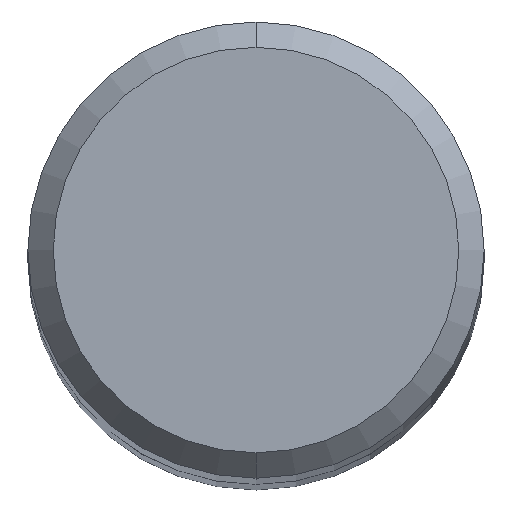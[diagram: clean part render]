
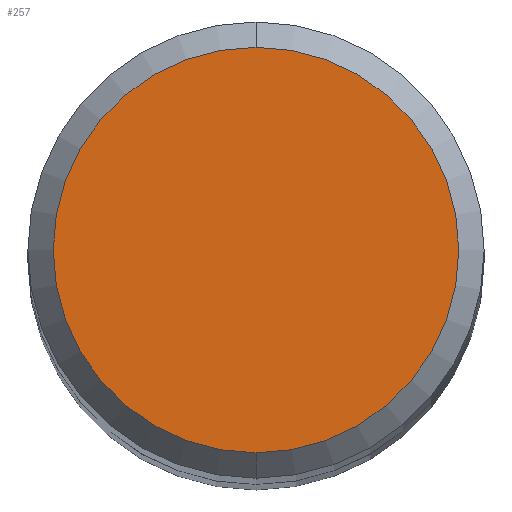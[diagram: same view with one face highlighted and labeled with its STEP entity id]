
A CAD part, top view. The second image highlights one B-rep face of the part: STEP entity #257.
In plain terms, the highlighted planar face has unit normal (0, 0, 1).
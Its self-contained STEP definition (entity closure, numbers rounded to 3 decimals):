
#179=EDGE_CURVE('',#201,#255,#456,.T.);
#201=VERTEX_POINT('',#481);
#239=EDGE_CURVE('',#255,#201,#524,.T.);
#255=VERTEX_POINT('',#541);
#257=ADVANCED_FACE('',(#543),#544,.T.);
#456=CIRCLE('',#767,3.2);
#481=CARTESIAN_POINT('',(0.0,3.2,0.0));
#524=CIRCLE('',#931,3.2);
#541=CARTESIAN_POINT('',(0.,-3.2,0.0));
#543=FACE_OUTER_BOUND('',#968,.T.);
#544=PLANE('',#969);
#767=AXIS2_PLACEMENT_3D('',#1344,#1345,#1346);
#931=AXIS2_PLACEMENT_3D('',#1432,#1433,#1434);
#968=EDGE_LOOP('',(#1447,#1448));
#969=AXIS2_PLACEMENT_3D('',#1449,#1450,#1451);
#1344=CARTESIAN_POINT('',(0.0,0.0,0.0));
#1345=DIRECTION('',(0.0,0.0,-1.0));
#1346=DIRECTION('',(0.0,1.0,0.0));
#1432=CARTESIAN_POINT('',(0.0,0.0,0.0));
#1433=DIRECTION('',(0.0,0.0,-1.0));
#1434=DIRECTION('',(0.0,1.0,0.0));
#1447=ORIENTED_EDGE('',*,*,#179,.F.);
#1448=ORIENTED_EDGE('',*,*,#239,.F.);
#1449=CARTESIAN_POINT('',(0.0,1.6,0.0));
#1450=DIRECTION('',(-0.0,0.0,1.0));
#1451=DIRECTION('',(0.0,-1.0,0.0));
